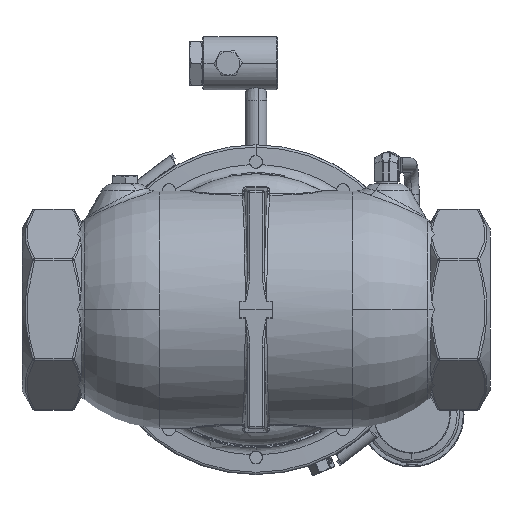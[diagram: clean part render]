
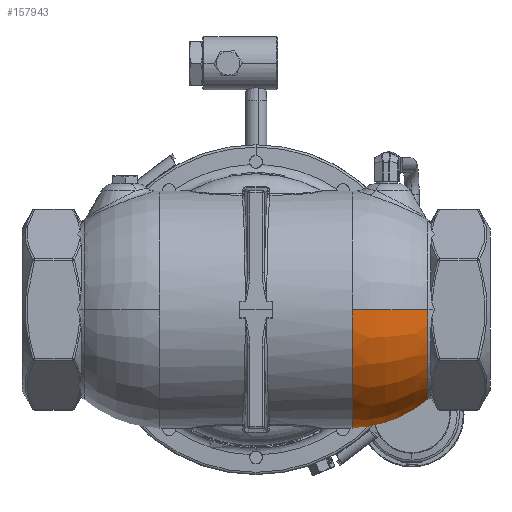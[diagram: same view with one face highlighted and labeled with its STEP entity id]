
A CAD part, front view. The second image highlights one B-rep face of the part: STEP entity #157943.
In plain terms, the highlighted toroidal (fillet/blend) face has major radius 3.347 mm and minor radius 74.441 mm.
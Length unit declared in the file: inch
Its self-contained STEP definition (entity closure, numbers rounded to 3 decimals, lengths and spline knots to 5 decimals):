
#1903 = VERTEX_POINT ( 'NONE', #37996 ) ;
#2062 = CARTESIAN_POINT ( 'NONE',  ( 2.47459, 1.75288, -2.51124 ) ) ;
#2906 = EDGE_CURVE ( 'NONE', #125920, #117288, #40782, .T. ) ;
#5951 = CARTESIAN_POINT ( 'NONE',  ( 3.9613, 2.00911, -1.74124 ) ) ;
#10444 = CARTESIAN_POINT ( 'NONE',  ( 4.43103, -2.31386, 0. ) ) ;
#11796 = B_SPLINE_CURVE_WITH_KNOTS ( 'NONE', 3,
 ( #122408, #5951, #187208, #41119, #105929, #120260, #191562, #70816, #108123, #20268, #87245, #203691, #53266, #158617, #69723, #136731 ),
 .UNSPECIFIED., .F., .F.,
 ( 4, 2, 2, 2, 2, 2, 2, 4 ),
 ( 0., 0.00615, 0.00923, 0.01231, 0.02461, 0.03692, 0.04307, 0.04922 ),
 .UNSPECIFIED. ) ;
#14072 = CARTESIAN_POINT ( 'NONE',  ( 3.3743, 1.96221, -2.16398 ) ) ;
#15113 = CARTESIAN_POINT ( 'NONE',  ( 2.47459, 0.13176, 0. ) ) ;
#16214 = DIRECTION ( 'NONE',  ( 1., 0., 0. ) ) ;
#18420 = CARTESIAN_POINT ( 'NONE',  ( 2.74259, 1.94852, -2.35001 ) ) ;
#20268 = CARTESIAN_POINT ( 'NONE',  ( 4.26701, 2.32259, -0.79753 ) ) ;
#20426 = DIRECTION ( 'NONE',  ( 0., -1., 0. ) ) ;
#25339 = DIRECTION ( 'NONE',  ( 0., -1., 0. ) ) ;
#27037 = DIRECTION ( 'NONE',  ( 1., 0., 0. ) ) ;
#36880 = EDGE_CURVE ( 'NONE', #42276, #131657, #65456, .T. ) ;
#36892 = DIRECTION ( 'NONE',  ( 0., 0., 1. ) ) ;
#37996 = CARTESIAN_POINT ( 'NONE',  ( 3.92982, 1.97352, -1.80679 ) ) ;
#40782 = CIRCLE ( 'NONE', #153018, 2.93074 ) ;
#41119 = CARTESIAN_POINT ( 'NONE',  ( 4.03452, 2.08846, -1.57066 ) ) ;
#42276 = VERTEX_POINT ( 'NONE', #99420 ) ;
#42945 = TOROIDAL_SURFACE ( 'NONE', #46545, 0.13176, 2.93074 ) ;
#46545 = AXIS2_PLACEMENT_3D ( 'NONE', #148874, #27037, #197232 ) ;
#50236 = DIRECTION ( 'NONE',  ( 0., 0., -1. ) ) ;
#50304 = CARTESIAN_POINT ( 'NONE',  ( 3.34654, 1.96163, -2.17637 ) ) ;
#53266 = CARTESIAN_POINT ( 'NONE',  ( 4.32919, 2.38076, -0.32177 ) ) ;
#57551 = AXIS2_PLACEMENT_3D ( 'NONE', #60493, #173606, #25339 ) ;
#60493 = CARTESIAN_POINT ( 'NONE',  ( 4.43103, 0., 0. ) ) ;
#65456 = CIRCLE ( 'NONE', #174246, 2.93074 ) ;
#65662 = CARTESIAN_POINT ( 'NONE',  ( 3.09341, 1.95627, -2.273 ) ) ;
#67472 = CARTESIAN_POINT ( 'NONE',  ( 2.47459, 1.75288, -2.51124 ) ) ;
#67841 = CARTESIAN_POINT ( 'NONE',  ( 3.92982, 1.97352, -1.80679 ) ) ;
#69723 = CARTESIAN_POINT ( 'NONE',  ( 4.34081, 2.39151, -0.08065 ) ) ;
#70311 = CIRCLE ( 'NONE', #94787, 3.0625 ) ;
#70816 = CARTESIAN_POINT ( 'NONE',  ( 4.15263, 2.21117, -1.2494 ) ) ;
#81564 = B_SPLINE_CURVE_WITH_KNOTS ( 'NONE', 3,
 ( #67472, #114739, #201428, #184950 ),
 .UNSPECIFIED., .F., .F.,
 ( 4, 4 ),
 ( 0., 0.00726 ),
 .UNSPECIFIED. ) ;
#84291 = DIRECTION ( 'NONE',  ( 0., 1., 0. ) ) ;
#87245 = CARTESIAN_POINT ( 'NONE',  ( 4.29441, 2.34833, -0.64173 ) ) ;
#87438 = EDGE_CURVE ( 'NONE', #42276, #139196, #70311, .T. ) ;
#90368 = ORIENTED_EDGE ( 'NONE', *, *, #148041, .T. ) ;
#92628 = CIRCLE ( 'NONE', #57551, 2.31386 ) ;
#94787 = AXIS2_PLACEMENT_3D ( 'NONE', #152369, #16214, #84291 ) ;
#97552 = CARTESIAN_POINT ( 'NONE',  ( 3.58857, 1.96663, -2.05331 ) ) ;
#98065 = CARTESIAN_POINT ( 'NONE',  ( 4.34081, 2.39151, 0. ) ) ;
#99420 = CARTESIAN_POINT ( 'NONE',  ( 2.47459, -3.0625, 0. ) ) ;
#99719 = CARTESIAN_POINT ( 'NONE',  ( 3.20725, 1.95871, -2.23525 ) ) ;
#101865 = CARTESIAN_POINT ( 'NONE',  ( 3.74137, 1.96974, -1.95792 ) ) ;
#105929 = CARTESIAN_POINT ( 'NONE',  ( 4.0485, 2.1033, -1.5358 ) ) ;
#108123 = CARTESIAN_POINT ( 'NONE',  ( 4.19613, 2.254, -1.10136 ) ) ;
#113209 = ORIENTED_EDGE ( 'NONE', *, *, #127113, .T. ) ;
#114739 = CARTESIAN_POINT ( 'NONE',  ( 2.52317, 1.82015, -2.46428 ) ) ;
#117288 = VERTEX_POINT ( 'NONE', #137598 ) ;
#118359 = CARTESIAN_POINT ( 'NONE',  ( 3.42908, 1.96335, -2.13822 ) ) ;
#120260 = CARTESIAN_POINT ( 'NONE',  ( 4.07568, 2.13184, -1.46522 ) ) ;
#122408 = CARTESIAN_POINT ( 'NONE',  ( 3.92982, 1.97352, -1.80679 ) ) ;
#122593 = ORIENTED_EDGE ( 'NONE', *, *, #87438, .T. ) ;
#125920 = VERTEX_POINT ( 'NONE', #98065 ) ;
#127113 = EDGE_CURVE ( 'NONE', #117288, #131657, #92628, .T. ) ;
#128087 = FACE_OUTER_BOUND ( 'NONE', #170067, .T. ) ;
#131587 = CARTESIAN_POINT ( 'NONE',  ( 2.86108, 1.95118, -2.33037 ) ) ;
#131657 = VERTEX_POINT ( 'NONE', #10444 ) ;
#132672 = CARTESIAN_POINT ( 'NONE',  ( 3.53637, 1.96556, -2.08312 ) ) ;
#136731 = CARTESIAN_POINT ( 'NONE',  ( 4.34081, 2.39151, 0. ) ) ;
#137598 = CARTESIAN_POINT ( 'NONE',  ( 4.43103, 2.31386, 0. ) ) ;
#139196 = VERTEX_POINT ( 'NONE', #2062 ) ;
#147128 = ORIENTED_EDGE ( 'NONE', *, *, #152552, .T. ) ;
#148041 = EDGE_CURVE ( 'NONE', #215628, #1903, #183594, .T. ) ;
#148874 = CARTESIAN_POINT ( 'NONE',  ( 2.47459, 0., 0. ) ) ;
#152369 = CARTESIAN_POINT ( 'NONE',  ( 2.47459, 0., 0. ) ) ;
#152387 = CARTESIAN_POINT ( 'NONE',  ( 3.83819, 1.97169, -1.88642 ) ) ;
#152552 = EDGE_CURVE ( 'NONE', #1903, #125920, #11796, .T. ) ;
#153018 = AXIS2_PLACEMENT_3D ( 'NONE', #15113, #50236, #201728 ) ;
#157943 = ADVANCED_FACE ( 'NONE', ( #128087 ), #42945, .T. ) ;
#158617 = CARTESIAN_POINT ( 'NONE',  ( 4.33848, 2.38936, -0.16113 ) ) ;
#170067 = EDGE_LOOP ( 'NONE', ( #187070, #122593, #193555, #90368, #147128, #195932, #113209 ) ) ;
#173606 = DIRECTION ( 'NONE',  ( -1., 0., 0. ) ) ;
#174246 = AXIS2_PLACEMENT_3D ( 'NONE', #187358, #36892, #20426 ) ;
#180991 = CARTESIAN_POINT ( 'NONE',  ( 2.62168, 1.94571, -2.36019 ) ) ;
#183594 = B_SPLINE_CURVE_WITH_KNOTS ( 'NONE', 3,
 ( #180991, #18420, #131587, #65662, #99719, #50304, #14072, #118359, #184247, #132672, #97552, #101865, #152387, #67841 ),
 .UNSPECIFIED., .F., .F.,
 ( 4, 2, 2, 2, 2, 2, 4 ),
 ( 0.00102, 0.01027, 0.01952, 0.02183, 0.02415, 0.02877, 0.03802 ),
 .UNSPECIFIED. ) ;
#183885 = EDGE_CURVE ( 'NONE', #139196, #215628, #81564, .T. ) ;
#184247 = CARTESIAN_POINT ( 'NONE',  ( 3.45614, 1.96391, -2.12482 ) ) ;
#184950 = CARTESIAN_POINT ( 'NONE',  ( 2.62168, 1.94571, -2.36019 ) ) ;
#187070 = ORIENTED_EDGE ( 'NONE', *, *, #36880, .F. ) ;
#187208 = CARTESIAN_POINT ( 'NONE',  ( 3.99148, 2.04223, -1.67401 ) ) ;
#187358 = CARTESIAN_POINT ( 'NONE',  ( 2.47459, -0.13176, 0. ) ) ;
#191562 = CARTESIAN_POINT ( 'NONE',  ( 4.0889, 2.14557, -1.42945 ) ) ;
#193555 = ORIENTED_EDGE ( 'NONE', *, *, #183885, .T. ) ;
#195932 = ORIENTED_EDGE ( 'NONE', *, *, #2906, .T. ) ;
#197232 = DIRECTION ( 'NONE',  ( 0., 1., 0. ) ) ;
#201428 = CARTESIAN_POINT ( 'NONE',  ( 2.57236, 1.88435, -2.41399 ) ) ;
#201728 = DIRECTION ( 'NONE',  ( -1., 0., 0. ) ) ;
#203691 = CARTESIAN_POINT ( 'NONE',  ( 4.32222, 2.3743, -0.40198 ) ) ;
#207018 = CARTESIAN_POINT ( 'NONE',  ( 2.62168, 1.94571, -2.36019 ) ) ;
#215628 = VERTEX_POINT ( 'NONE', #207018 ) ;
